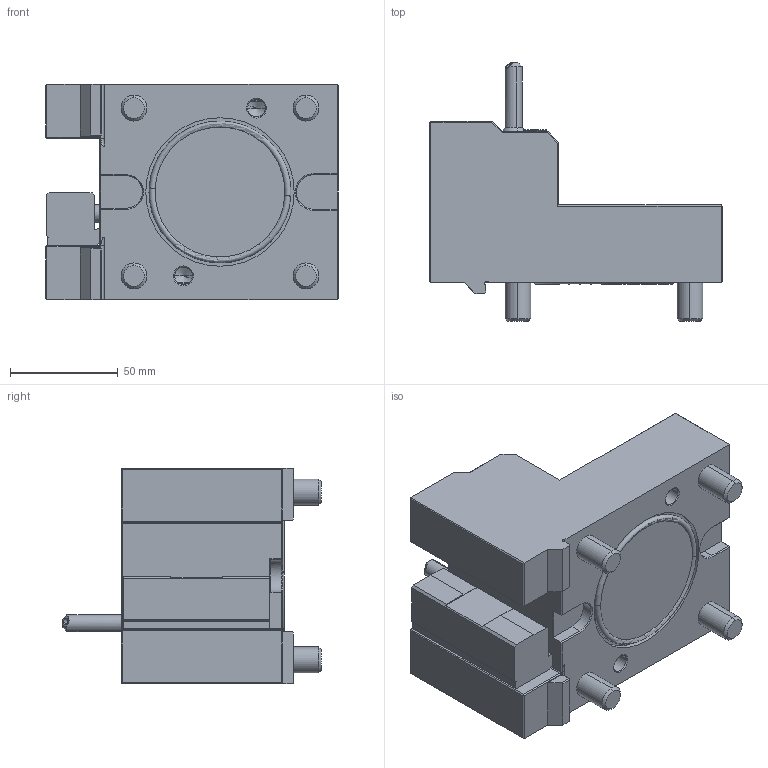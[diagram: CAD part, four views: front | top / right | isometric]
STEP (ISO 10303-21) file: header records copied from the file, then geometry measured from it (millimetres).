
FILE_DESCRIPTION((''),'2;1');
FILE_NAME('NGT_OD_60_25_75_JB','2021-10-13T',('vali'),('NOVA GRUP'),'PRO/ENGINEER BY PARAMETRIC TECHNOLOGY CORPORATION, 2010280','PRO/ENGINEER BY PARAMETRIC TECHNOLOGY CORPORATION, 2010280','');
FILE_SCHEMA(('CONFIG_CONTROL_DESIGN'));
Length unit declared in the file: millimetre
Products named in the file (1): NGT_OD_60_25_75_JB
Bounding box: 136 x 120.34 x 100 mm (x, y, z)
Volume: 656610.6 mm3; surface area: 68712.1 mm2
Topology: 1 solids, 1 shells, 202 faces, 518 edges, 326 vertices
Faces by surface type: plane 121, cylinder 45, cone 30, torus 4, sphere 2
Entity records: 6971 total; most frequent: CARTESIAN_POINT 2072, ORIENTED_EDGE 1028, DIRECTION 962, EDGE_CURVE 514, VECTOR 360, LINE 360, VERTEX_POINT 326, AXIS2_PLACEMENT_3D 301
